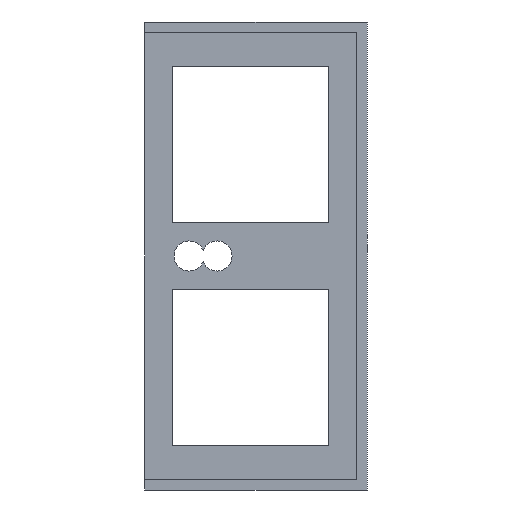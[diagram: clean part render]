
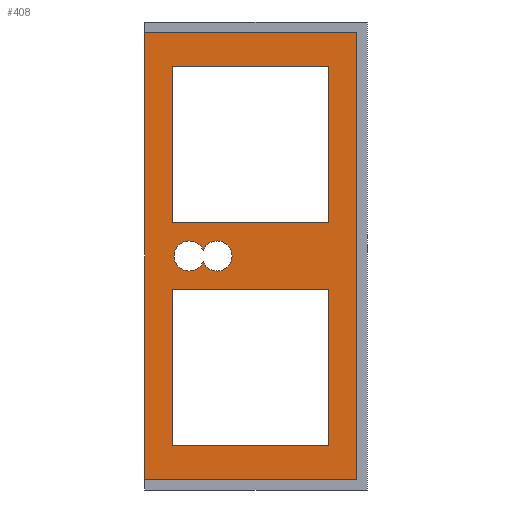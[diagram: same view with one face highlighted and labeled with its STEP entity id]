
A CAD part, front view. The second image highlights one B-rep face of the part: STEP entity #408.
In plain terms, the highlighted planar face has unit normal (0, -1, 0).
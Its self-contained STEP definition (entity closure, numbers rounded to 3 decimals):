
#18=FACE_BOUND('',#70,.T.);
#19=FACE_BOUND('',#71,.T.);
#20=FACE_BOUND('',#72,.T.);
#21=CIRCLE('',#432,2.7);
#23=CIRCLE('',#435,2.7);
#46=FACE_OUTER_BOUND('',#69,.T.);
#69=EDGE_LOOP('',(#357,#358,#359,#360));
#70=EDGE_LOOP('',(#361,#362,#363,#364));
#71=EDGE_LOOP('',(#365,#366));
#72=EDGE_LOOP('',(#367,#368,#369,#370));
#73=LINE('',#551,#123);
#77=LINE('',#559,#127);
#80=LINE('',#565,#130);
#88=LINE('',#582,#138);
#92=LINE('',#590,#142);
#95=LINE('',#596,#145);
#98=LINE('',#601,#148);
#102=LINE('',#618,#152);
#106=LINE('',#626,#156);
#109=LINE('',#632,#159);
#112=LINE('',#637,#162);
#119=LINE('',#649,#169);
#123=VECTOR('',#451,10.);
#127=VECTOR('',#457,10.);
#130=VECTOR('',#462,10.);
#138=VECTOR('',#474,10.);
#142=VECTOR('',#480,10.);
#145=VECTOR('',#485,10.);
#148=VECTOR('',#490,10.);
#152=VECTOR('',#508,10.);
#156=VECTOR('',#514,10.);
#159=VECTOR('',#519,10.);
#162=VECTOR('',#524,10.);
#169=VECTOR('',#535,10.);
#173=VERTEX_POINT('',#549);
#174=VERTEX_POINT('',#550);
#177=VERTEX_POINT('',#558);
#179=VERTEX_POINT('',#564);
#185=VERTEX_POINT('',#580);
#186=VERTEX_POINT('',#581);
#189=VERTEX_POINT('',#589);
#191=VERTEX_POINT('',#595);
#193=VERTEX_POINT('',#604);
#194=VERTEX_POINT('',#605);
#197=VERTEX_POINT('',#616);
#198=VERTEX_POINT('',#617);
#201=VERTEX_POINT('',#625);
#203=VERTEX_POINT('',#631);
#209=EDGE_CURVE('',#173,#174,#73,.T.);
#213=EDGE_CURVE('',#174,#177,#77,.T.);
#216=EDGE_CURVE('',#177,#179,#80,.T.);
#224=EDGE_CURVE('',#185,#186,#88,.T.);
#228=EDGE_CURVE('',#189,#185,#92,.T.);
#231=EDGE_CURVE('',#191,#189,#95,.T.);
#234=EDGE_CURVE('',#186,#191,#98,.T.);
#236=EDGE_CURVE('',#193,#194,#21,.T.);
#240=EDGE_CURVE('',#194,#193,#23,.T.);
#242=EDGE_CURVE('',#197,#198,#102,.T.);
#246=EDGE_CURVE('',#201,#197,#106,.T.);
#249=EDGE_CURVE('',#203,#201,#109,.T.);
#252=EDGE_CURVE('',#198,#203,#112,.T.);
#259=EDGE_CURVE('',#179,#173,#119,.T.);
#357=ORIENTED_EDGE('',*,*,#216,.T.);
#358=ORIENTED_EDGE('',*,*,#259,.T.);
#359=ORIENTED_EDGE('',*,*,#209,.T.);
#360=ORIENTED_EDGE('',*,*,#213,.T.);
#361=ORIENTED_EDGE('',*,*,#252,.F.);
#362=ORIENTED_EDGE('',*,*,#242,.F.);
#363=ORIENTED_EDGE('',*,*,#246,.F.);
#364=ORIENTED_EDGE('',*,*,#249,.F.);
#365=ORIENTED_EDGE('',*,*,#240,.F.);
#366=ORIENTED_EDGE('',*,*,#236,.F.);
#367=ORIENTED_EDGE('',*,*,#234,.F.);
#368=ORIENTED_EDGE('',*,*,#224,.F.);
#369=ORIENTED_EDGE('',*,*,#228,.F.);
#370=ORIENTED_EDGE('',*,*,#231,.F.);
#388=PLANE('',#446);
#408=ADVANCED_FACE('',(#46,#18,#19,#20),#388,.F.);
#432=AXIS2_PLACEMENT_3D('',#606,#494,#495);
#435=AXIS2_PLACEMENT_3D('',#613,#502,#503);
#446=AXIS2_PLACEMENT_3D('',#657,#545,#546);
#451=DIRECTION('',(1.,0.,0.));
#457=DIRECTION('',(0.,0.,1.));
#462=DIRECTION('',(-1.,0.,0.));
#474=DIRECTION('',(1.,0.,0.));
#480=DIRECTION('',(0.,0.,-1.));
#485=DIRECTION('',(-1.,0.,0.));
#490=DIRECTION('',(0.,0.,1.));
#494=DIRECTION('center_axis',(0.,-1.,0.));
#495=DIRECTION('ref_axis',(-1.,0.,0.));
#502=DIRECTION('center_axis',(0.,-1.,0.));
#503=DIRECTION('ref_axis',(-1.,0.,0.));
#508=DIRECTION('',(-1.,0.,0.));
#514=DIRECTION('',(0.,0.,1.));
#519=DIRECTION('',(1.,0.,0.));
#524=DIRECTION('',(0.,0.,-1.));
#535=DIRECTION('',(0.,0.,-1.));
#545=DIRECTION('center_axis',(0.,1.,0.));
#546=DIRECTION('ref_axis',(-1.,0.,0.));
#549=CARTESIAN_POINT('',(408.5,275.,-80.1));
#550=CARTESIAN_POINT('',(446.6,275.,-80.1));
#551=CARTESIAN_POINT('',(437.55,275.,-80.1));
#558=CARTESIAN_POINT('',(446.6,275.,0.1));
#559=CARTESIAN_POINT('',(446.6,275.,-19.95));
#564=CARTESIAN_POINT('',(408.5,275.,0.1));
#565=CARTESIAN_POINT('',(418.5,275.,0.1));
#580=CARTESIAN_POINT('',(413.5,275.,-34.));
#581=CARTESIAN_POINT('',(441.5,275.,-34.));
#582=CARTESIAN_POINT('',(441.5,275.,-34.));
#589=CARTESIAN_POINT('',(413.5,275.,-6.));
#590=CARTESIAN_POINT('',(413.5,275.,-34.));
#595=CARTESIAN_POINT('',(441.5,275.,-6.));
#596=CARTESIAN_POINT('',(413.5,275.,-6.));
#601=CARTESIAN_POINT('',(441.5,275.,-6.));
#604=CARTESIAN_POINT('',(419.,275.,-38.98));
#605=CARTESIAN_POINT('',(419.,275.,-41.02));
#606=CARTESIAN_POINT('Origin',(416.5,275.,-40.));
#613=CARTESIAN_POINT('Origin',(421.5,275.,-40.));
#616=CARTESIAN_POINT('',(441.5,275.,-46.));
#617=CARTESIAN_POINT('',(413.5,275.,-46.));
#618=CARTESIAN_POINT('',(441.5,275.,-46.));
#625=CARTESIAN_POINT('',(441.5,275.,-74.));
#626=CARTESIAN_POINT('',(441.5,275.,-74.));
#631=CARTESIAN_POINT('',(413.5,275.,-74.));
#632=CARTESIAN_POINT('',(413.5,275.,-74.));
#637=CARTESIAN_POINT('',(413.5,275.,-46.));
#649=CARTESIAN_POINT('',(408.5,275.,2.));
#657=CARTESIAN_POINT('Origin',(428.5,275.,-40.));
